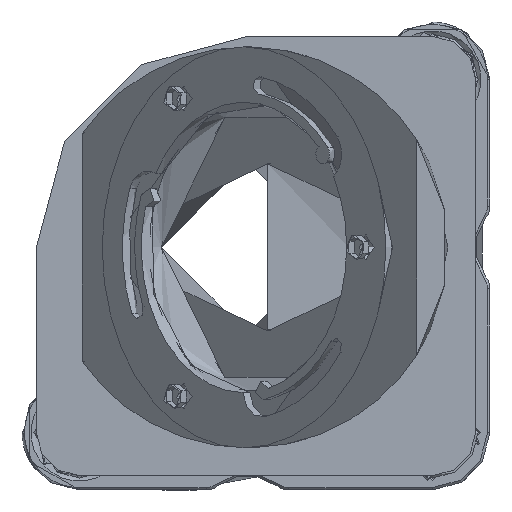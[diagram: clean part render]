
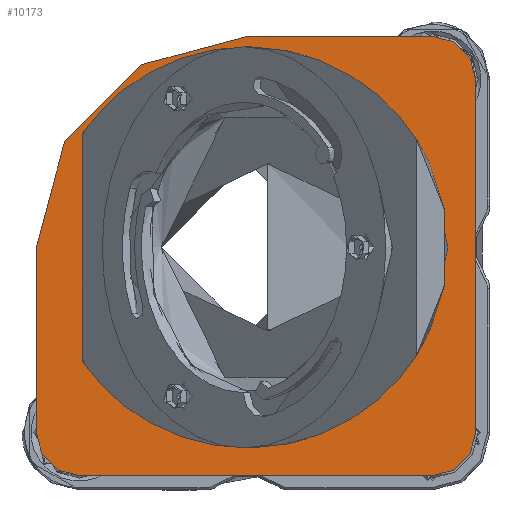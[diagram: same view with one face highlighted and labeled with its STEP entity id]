
A CAD part, left-side view. The second image highlights one B-rep face of the part: STEP entity #10173.
In plain terms, the highlighted planar face has unit normal (-1, 0, 0).
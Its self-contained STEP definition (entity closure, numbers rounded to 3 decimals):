
#79 = VERTEX_POINT ( 'NONE', #6152 ) ;
#410 = EDGE_CURVE ( 'NONE', #19114, #26060, #13718, .T. ) ;
#546 = EDGE_CURVE ( 'NONE', #9876, #19114, #17859, .T. ) ;
#1554 = CIRCLE ( 'NONE', #6089, 22.1 ) ;
#1637 = CARTESIAN_POINT ( 'NONE',  ( -18.5, -23., 18.5 ) ) ;
#2203 = ORIENTED_EDGE ( 'NONE', *, *, #8779, .F. ) ;
#2234 = EDGE_CURVE ( 'NONE', #79, #9876, #1554, .T. ) ;
#2558 = LINE ( 'NONE', #11188, #19641 ) ;
#3737 = ORIENTED_EDGE ( 'NONE', *, *, #9364, .F. ) ;
#3892 = CARTESIAN_POINT ( 'NONE',  ( -18.5, 18.193, -11.015 ) ) ;
#4044 = DIRECTION ( 'NONE',  ( 0., -1., 0. ) ) ;
#4443 = DIRECTION ( 'NONE',  ( 0., 1., 0. ) ) ;
#5062 = CARTESIAN_POINT ( 'NONE',  ( -18.5, 18.5, -23. ) ) ;
#5522 = VERTEX_POINT ( 'NONE', #5062 ) ;
#5575 = DIRECTION ( 'NONE',  ( 1., 0., 0. ) ) ;
#5640 = AXIS2_PLACEMENT_3D ( 'NONE', #10139, #23398, #4044 ) ;
#6039 = CARTESIAN_POINT ( 'NONE',  ( -18.5, 0.9, 0.9 ) ) ;
#6089 = AXIS2_PLACEMENT_3D ( 'NONE', #6039, #25539, #23269 ) ;
#6152 = CARTESIAN_POINT ( 'NONE',  ( -18.5, 23., 0.9 ) ) ;
#6225 = CARTESIAN_POINT ( 'NONE',  ( -18.5, -18.5, -18.5 ) ) ;
#6558 = EDGE_CURVE ( 'NONE', #26060, #23239, #19086, .T. ) ;
#7362 = ORIENTED_EDGE ( 'NONE', *, *, #546, .F. ) ;
#8516 = EDGE_CURVE ( 'NONE', #18555, #5522, #17057, .T. ) ;
#8636 = CARTESIAN_POINT ( 'NONE',  ( -18.5, -23., 0. ) ) ;
#8779 = EDGE_CURVE ( 'NONE', #5522, #18450, #21305, .T. ) ;
#9364 = EDGE_CURVE ( 'NONE', #23239, #18555, #10506, .T. ) ;
#9705 = CARTESIAN_POINT ( 'NONE',  ( -18.5, -23., -18.5 ) ) ;
#9811 = CARTESIAN_POINT ( 'NONE',  ( -18.5, 0., 0. ) ) ;
#9876 = VERTEX_POINT ( 'NONE', #16905 ) ;
#9964 = CARTESIAN_POINT ( 'NONE',  ( -18.5, 18.5, -18.5 ) ) ;
#10139 = CARTESIAN_POINT ( 'NONE',  ( -18.5, 0.9, 0.9 ) ) ;
#10173 = ADVANCED_FACE ( 'NONE', ( #22656, #12204 ), #11917, .F. ) ;
#10506 = CIRCLE ( 'NONE', #25855, 4.5 ) ;
#11169 = CARTESIAN_POINT ( 'NONE',  ( -18.5, -18.5, 23. ) ) ;
#11188 = CARTESIAN_POINT ( 'NONE',  ( -18.5, 18.193, 23. ) ) ;
#11917 = PLANE ( 'NONE',  #23983 ) ;
#12079 = VERTEX_POINT ( 'NONE', #24805 ) ;
#12204 = FACE_BOUND ( 'NONE', #23489, .T. ) ;
#12837 = LINE ( 'NONE', #26245, #18804 ) ;
#12977 = DIRECTION ( 'NONE',  ( 0., 0., 1. ) ) ;
#13008 = DIRECTION ( 'NONE',  ( 0., 1., 0. ) ) ;
#13651 = CARTESIAN_POINT ( 'NONE',  ( -18.5, 0., -23. ) ) ;
#13718 = CIRCLE ( 'NONE', #22723, 4.5 ) ;
#14616 = DIRECTION ( 'NONE',  ( 0., 1., 0. ) ) ;
#14629 = ORIENTED_EDGE ( 'NONE', *, *, #410, .F. ) ;
#15179 = DIRECTION ( 'NONE',  ( 1., 0., 0. ) ) ;
#15182 = EDGE_CURVE ( 'NONE', #16356, #12079, #2558, .T. ) ;
#16356 = VERTEX_POINT ( 'NONE', #3892 ) ;
#16905 = CARTESIAN_POINT ( 'NONE',  ( -18.5, 0.9, 23. ) ) ;
#17057 = LINE ( 'NONE', #13651, #26273 ) ;
#17089 = EDGE_CURVE ( 'NONE', #18450, #79, #12837, .T. ) ;
#17527 = DIRECTION ( 'NONE',  ( 0., 0., -1. ) ) ;
#17699 = CARTESIAN_POINT ( 'NONE',  ( -18.5, -18.5, -23. ) ) ;
#17859 = LINE ( 'NONE', #17999, #20477 ) ;
#17999 = CARTESIAN_POINT ( 'NONE',  ( -18.5, 0., 23. ) ) ;
#18280 = DIRECTION ( 'NONE',  ( 0., -1., 0. ) ) ;
#18450 = VERTEX_POINT ( 'NONE', #23784 ) ;
#18555 = VERTEX_POINT ( 'NONE', #17699 ) ;
#18804 = VECTOR ( 'NONE', #12977, 1000. ) ;
#19086 = LINE ( 'NONE', #8636, #24196 ) ;
#19114 = VERTEX_POINT ( 'NONE', #11169 ) ;
#19136 = ORIENTED_EDGE ( 'NONE', *, *, #15182, .T. ) ;
#19219 = DIRECTION ( 'NONE',  ( 1., 0., 0. ) ) ;
#19641 = VECTOR ( 'NONE', #19812, 1000. ) ;
#19812 = DIRECTION ( 'NONE',  ( 0., 0., 1. ) ) ;
#20477 = VECTOR ( 'NONE', #18280, 1000. ) ;
#20823 = DIRECTION ( 'NONE',  ( 0., 1., 0. ) ) ;
#20921 = ORIENTED_EDGE ( 'NONE', *, *, #17089, .F. ) ;
#21262 = ORIENTED_EDGE ( 'NONE', *, *, #8516, .F. ) ;
#21305 = CIRCLE ( 'NONE', #25390, 4.5 ) ;
#21671 = CARTESIAN_POINT ( 'NONE',  ( -18.5, -18.5, 18.5 ) ) ;
#22164 = ORIENTED_EDGE ( 'NONE', *, *, #6558, .F. ) ;
#22656 = FACE_OUTER_BOUND ( 'NONE', #25029, .T. ) ;
#22723 = AXIS2_PLACEMENT_3D ( 'NONE', #21671, #15179, #4443 ) ;
#22796 = DIRECTION ( 'NONE',  ( 1., 0., 0. ) ) ;
#23239 = VERTEX_POINT ( 'NONE', #9705 ) ;
#23269 = DIRECTION ( 'NONE',  ( 0., -1., 0. ) ) ;
#23376 = ORIENTED_EDGE ( 'NONE', *, *, #27322, .F. ) ;
#23398 = DIRECTION ( 'NONE',  ( -1., 0., 0. ) ) ;
#23489 = EDGE_LOOP ( 'NONE', ( #19136, #23376 ) ) ;
#23784 = CARTESIAN_POINT ( 'NONE',  ( -18.5, 23., -18.5 ) ) ;
#23983 = AXIS2_PLACEMENT_3D ( 'NONE', #9811, #22796, #20823 ) ;
#24196 = VECTOR ( 'NONE', #17527, 1000. ) ;
#24805 = CARTESIAN_POINT ( 'NONE',  ( -18.5, 18.193, 12.815 ) ) ;
#25029 = EDGE_LOOP ( 'NONE', ( #26302, #20921, #2203, #21262, #3737, #22164, #14629, #7362 ) ) ;
#25390 = AXIS2_PLACEMENT_3D ( 'NONE', #9964, #5575, #14616 ) ;
#25539 = DIRECTION ( 'NONE',  ( 1., 0., 0. ) ) ;
#25855 = AXIS2_PLACEMENT_3D ( 'NONE', #6225, #19219, #13008 ) ;
#26060 = VERTEX_POINT ( 'NONE', #1637 ) ;
#26245 = CARTESIAN_POINT ( 'NONE',  ( -18.5, 23., 0. ) ) ;
#26273 = VECTOR ( 'NONE', #26783, 1000. ) ;
#26302 = ORIENTED_EDGE ( 'NONE', *, *, #2234, .F. ) ;
#26783 = DIRECTION ( 'NONE',  ( 0., 1., 0. ) ) ;
#27322 = EDGE_CURVE ( 'NONE', #16356, #12079, #27928, .T. ) ;
#27928 = CIRCLE ( 'NONE', #5640, 21. ) ;
